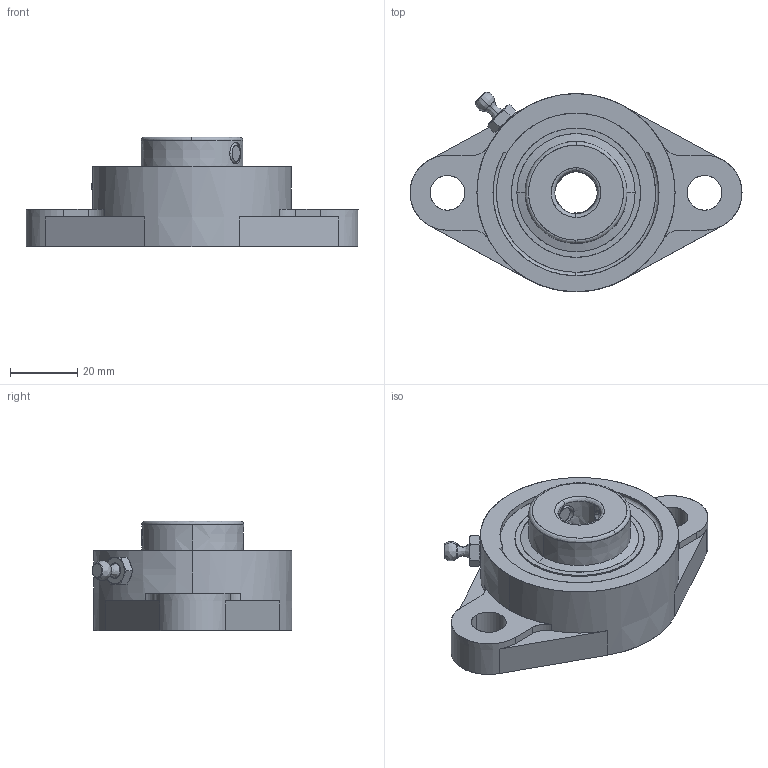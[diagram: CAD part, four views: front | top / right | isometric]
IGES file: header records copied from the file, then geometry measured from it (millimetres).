
Start section: SolidWorks IGES file using analytic representation for surfaces
Global section: file name: SFDEFAU0411159291114.igs; native system: SolidWorks 2006 by SolidWorks Corporation; preprocessor: SolidWorks 2006 by SolidWorks Corporation; author: partstream; date: 060411.150931; units: millimetre
Bounding box: 98.42 x 59.2 x 32.54 mm (x, y, z)
Surface area: 16746.4 mm2 (no closed solid volume)
Topology: 0 solids, 0 shells, 123 faces, 2339 edges, 2348 vertices
Faces by surface type: revolution 62, bspline 61
